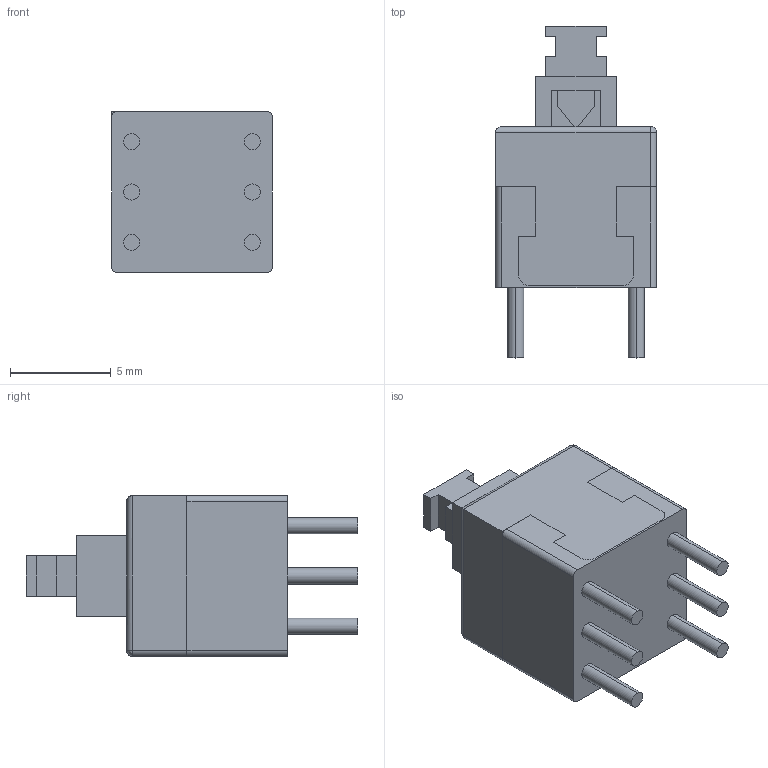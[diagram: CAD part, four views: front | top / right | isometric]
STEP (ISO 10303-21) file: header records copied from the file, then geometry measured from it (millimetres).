
FILE_DESCRIPTION(('CAx-IF Rec.Pracs.---Model Styling and Organization---1.5---2016-08-15','CAx-IF Rec.Pracs.---Geometric and Assembly Validation Properties---4.4---2016-08-17','CAx-IF Rec.Pracs.---User Defined Attributes---1.5---2016-08-15','CAx-IF Rec.Pracs.---External References---2.1---2005-01-19'),'2;1');
FILE_NAME('1053318.step','2025-10-20T03:32:05',('Unspecified'),('Unspecified'),'CAD Exchanger 3.10.2 (cadexchanger.com)','Unspecified','');
FILE_SCHEMA(('AUTOMOTIVE_DESIGN { 1 0 10303 214 1 1 1 1 }'));
Length unit declared in the file: millimetre
Products named in the file (5): MHPS2285; User Library-MHPS2285_MHPS2285_Base_F; User Library-MHPS2285_MHPS2285_Base_M; User Library-MHPS2285_MHPS2285_Stalk; User Library-MHPS2285_MHPS2285_Pins
Assembly tree (4 placements, depth 2):
  MHPS2285
    User Library-MHPS2285_MHPS2285_Base_F
    User Library-MHPS2285_MHPS2285_Base_M
    User Library-MHPS2285_MHPS2285_Stalk
    User Library-MHPS2285_MHPS2285_Pins
Bounding box: 8 x 16.5 x 8 mm (x, y, z)
Volume: 573.2 mm3; surface area: 868 mm2
Topology: 9 solids, 9 shells, 109 faces, 263 edges, 170 vertices
Faces by surface type: plane 79, cylinder 27, bspline 3
Entity records: 4164 total; most frequent: CARTESIAN_POINT 592, DIRECTION 533, ORIENTED_EDGE 520, EDGE_CURVE 260, LINE 207, VECTOR 207, VERTEX_POINT 170, AXIS2_PLACEMENT_3D 163
